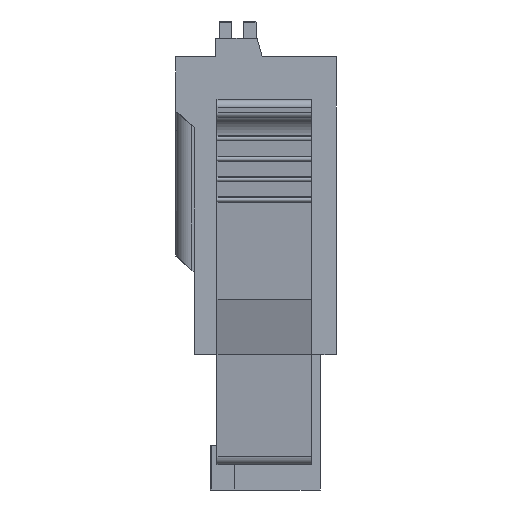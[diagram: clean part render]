
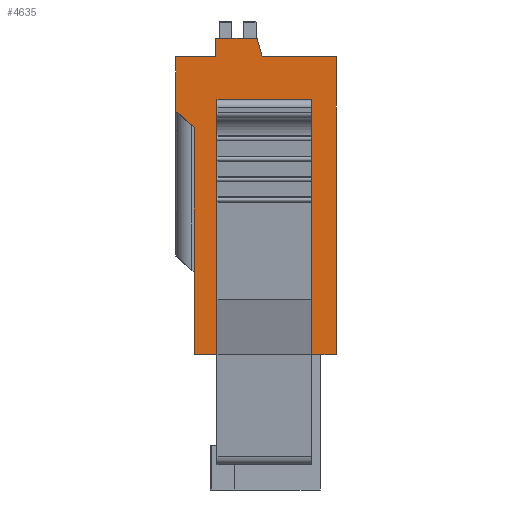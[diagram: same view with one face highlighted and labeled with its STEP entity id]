
A CAD part, left-side view. The second image highlights one B-rep face of the part: STEP entity #4635.
In plain terms, the highlighted planar face has unit normal (-1, 0, 0).
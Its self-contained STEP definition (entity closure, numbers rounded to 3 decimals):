
#4635 = ADVANCED_FACE( '', ( #9748, #9749 ), #9750, .F. );
#9748 = FACE_OUTER_BOUND( '', #15409, .T. );
#9749 = FACE_BOUND( '', #15410, .T. );
#9750 = PLANE( '', #15411 );
#15409 = EDGE_LOOP( '', ( #29174, #29175, #29176, #29177, #29178, #29179, #29180, #29181, #29182, #29183 ) );
#15410 = EDGE_LOOP( '', ( #29184, #29185, #29186, #29187 ) );
#15411 = AXIS2_PLACEMENT_3D( '', #29188, #29189, #29190 );
#29174 = ORIENTED_EDGE( '', *, *, #41585, .F. );
#29175 = ORIENTED_EDGE( '', *, *, #40560, .F. );
#29176 = ORIENTED_EDGE( '', *, *, #41440, .F. );
#29177 = ORIENTED_EDGE( '', *, *, #38682, .F. );
#29178 = ORIENTED_EDGE( '', *, *, #37608, .F. );
#29179 = ORIENTED_EDGE( '', *, *, #41586, .F. );
#29180 = ORIENTED_EDGE( '', *, *, #41587, .F. );
#29181 = ORIENTED_EDGE( '', *, *, #38024, .F. );
#29182 = ORIENTED_EDGE( '', *, *, #38316, .F. );
#29183 = ORIENTED_EDGE( '', *, *, #40131, .F. );
#29184 = ORIENTED_EDGE( '', *, *, #39859, .F. );
#29185 = ORIENTED_EDGE( '', *, *, #38399, .T. );
#29186 = ORIENTED_EDGE( '', *, *, #41145, .T. );
#29187 = ORIENTED_EDGE( '', *, *, #41588, .F. );
#29188 = CARTESIAN_POINT( '', ( -21.35, 0., 0. ) );
#29189 = DIRECTION( '', ( 1., 0., 0. ) );
#29190 = DIRECTION( '', ( 0., 0., -1. ) );
#37608 = EDGE_CURVE( '', #46422, #46418, #46424, .T. );
#38024 = EDGE_CURVE( '', #47116, #47108, #47118, .T. );
#38316 = EDGE_CURVE( '', #47604, #47116, #47606, .T. );
#38399 = EDGE_CURVE( '', #47745, #47743, #47746, .T. );
#38682 = EDGE_CURVE( '', #46418, #48193, #48196, .T. );
#39859 = EDGE_CURVE( '', #47745, #49988, #49989, .T. );
#40131 = EDGE_CURVE( '', #50388, #47604, #50390, .T. );
#40560 = EDGE_CURVE( '', #50994, #50996, #50997, .T. );
#41145 = EDGE_CURVE( '', #47743, #51796, #51798, .T. );
#41440 = EDGE_CURVE( '', #48193, #50994, #52165, .T. );
#41585 = EDGE_CURVE( '', #50996, #50388, #52346, .T. );
#41586 = EDGE_CURVE( '', #52347, #46422, #52348, .T. );
#41587 = EDGE_CURVE( '', #47108, #52347, #52349, .T. );
#41588 = EDGE_CURVE( '', #49988, #51796, #52350, .T. );
#46418 = VERTEX_POINT( '', #59156 );
#46422 = VERTEX_POINT( '', #59162 );
#46424 = LINE( '', #59165, #59166 );
#47108 = VERTEX_POINT( '', #60179 );
#47116 = VERTEX_POINT( '', #60190 );
#47118 = LINE( '', #60193, #60194 );
#47604 = VERTEX_POINT( '', #60933 );
#47606 = LINE( '', #60936, #60937 );
#47743 = VERTEX_POINT( '', #61197 );
#47745 = VERTEX_POINT( '', #61199 );
#47746 = LINE( '', #61200, #61201 );
#48193 = VERTEX_POINT( '', #61866 );
#48196 = LINE( '', #61871, #61872 );
#49988 = VERTEX_POINT( '', #64623 );
#49989 = LINE( '', #64624, #64625 );
#50388 = VERTEX_POINT( '', #65214 );
#50390 = LINE( '', #65217, #65218 );
#50994 = VERTEX_POINT( '', #66127 );
#50996 = VERTEX_POINT( '', #66130 );
#50997 = LINE( '', #66131, #66132 );
#51796 = VERTEX_POINT( '', #67310 );
#51798 = LINE( '', #67312, #67313 );
#52165 = LINE( '', #67885, #67886 );
#52346 = LINE( '', #68186, #68187 );
#52347 = VERTEX_POINT( '', #68188 );
#52348 = LINE( '', #68189, #68190 );
#52349 = LINE( '', #68191, #68192 );
#52350 = LINE( '', #68193, #68194 );
#59156 = CARTESIAN_POINT( '', ( -21.35, 1.95, 8.15 ) );
#59162 = CARTESIAN_POINT( '', ( -21.35, 1.95, 7.25 ) );
#59165 = CARTESIAN_POINT( '', ( -21.35, 1.95, 7.25 ) );
#59166 = VECTOR( '', #72426, 1000. );
#60179 = CARTESIAN_POINT( '', ( -21.35, 3.9, 4.6 ) );
#60190 = CARTESIAN_POINT( '', ( -21.35, 3., 3.8 ) );
#60193 = CARTESIAN_POINT( '', ( -21.35, 3., 3.8 ) );
#60194 = VECTOR( '', #72837, 1000. );
#60933 = CARTESIAN_POINT( '', ( -21.35, 3., -7.25 ) );
#60936 = CARTESIAN_POINT( '', ( -21.35, 3., -7.25 ) );
#60937 = VECTOR( '', #73152, 1000. );
#61197 = CARTESIAN_POINT( '', ( -21.35, 1.9, -4.31 ) );
#61199 = CARTESIAN_POINT( '', ( -21.35, -2.7, -4.31 ) );
#61200 = CARTESIAN_POINT( '', ( -21.35, -2.7, -4.31 ) );
#61201 = VECTOR( '', #73242, 1000. );
#61866 = CARTESIAN_POINT( '', ( -21.35, -0.05, 8.15 ) );
#61871 = CARTESIAN_POINT( '', ( -21.35, 1.95, 8.15 ) );
#61872 = VECTOR( '', #73509, 1000. );
#64623 = CARTESIAN_POINT( '', ( -21.35, -2.7, -2.97 ) );
#64624 = CARTESIAN_POINT( '', ( -21.35, -2.7, -4.31 ) );
#64625 = VECTOR( '', #74672, 1000. );
#65214 = CARTESIAN_POINT( '', ( -21.35, -3.9, -7.25 ) );
#65217 = CARTESIAN_POINT( '', ( -21.35, -3.9, -7.25 ) );
#65218 = VECTOR( '', #74933, 1000. );
#66127 = CARTESIAN_POINT( '', ( -21.35, -0.3, 7.25 ) );
#66130 = CARTESIAN_POINT( '', ( -21.35, -3.9, 7.25 ) );
#66131 = CARTESIAN_POINT( '', ( -21.35, -0.3, 7.25 ) );
#66132 = VECTOR( '', #75312, 1000. );
#67310 = CARTESIAN_POINT( '', ( -21.35, 1.9, -2.97 ) );
#67312 = CARTESIAN_POINT( '', ( -21.35, 1.9, -4.31 ) );
#67313 = VECTOR( '', #75932, 1000. );
#67885 = CARTESIAN_POINT( '', ( -21.35, -0.05, 8.15 ) );
#67886 = VECTOR( '', #76180, 1000. );
#68186 = CARTESIAN_POINT( '', ( -21.35, -3.9, 7.25 ) );
#68187 = VECTOR( '', #76293, 1000. );
#68188 = CARTESIAN_POINT( '', ( -21.35, 3.9, 7.25 ) );
#68189 = CARTESIAN_POINT( '', ( -21.35, 3.9, 7.25 ) );
#68190 = VECTOR( '', #76294, 1000. );
#68191 = CARTESIAN_POINT( '', ( -21.35, 3.9, 4.6 ) );
#68192 = VECTOR( '', #76295, 1000. );
#68193 = CARTESIAN_POINT( '', ( -21.35, -2.7, -2.97 ) );
#68194 = VECTOR( '', #76296, 1000. );
#72426 = DIRECTION( '', ( 0., 0., 1. ) );
#72837 = DIRECTION( '', ( 0., 0.747, 0.664 ) );
#73152 = DIRECTION( '', ( 0., 0., 1. ) );
#73242 = DIRECTION( '', ( 0., 1., 0. ) );
#73509 = DIRECTION( '', ( 0., -1., 0. ) );
#74672 = DIRECTION( '', ( 0., 0., 1. ) );
#74933 = DIRECTION( '', ( 0., 1., 0. ) );
#75312 = DIRECTION( '', ( 0., -1., 0. ) );
#75932 = DIRECTION( '', ( 0., 0., 1. ) );
#76180 = DIRECTION( '', ( 0., -0.268, -0.964 ) );
#76293 = DIRECTION( '', ( 0., 0., -1. ) );
#76294 = DIRECTION( '', ( 0., -1., 0. ) );
#76295 = DIRECTION( '', ( 0., 0., 1. ) );
#76296 = DIRECTION( '', ( 0., 1., 0. ) );
